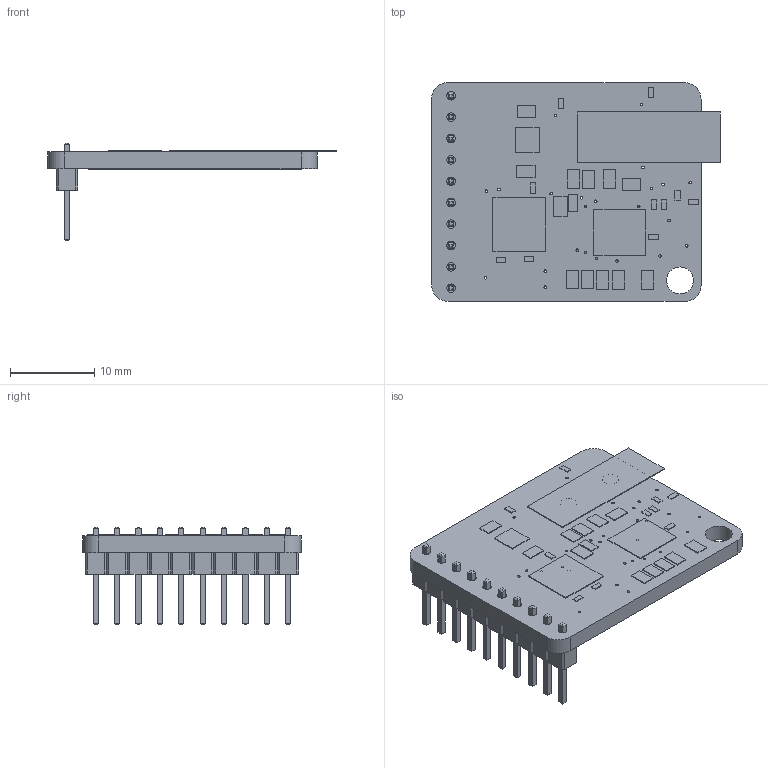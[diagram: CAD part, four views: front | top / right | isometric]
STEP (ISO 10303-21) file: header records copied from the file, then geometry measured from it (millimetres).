
FILE_DESCRIPTION(/* description */ (''),/* implementation_level */ '2;1');
FILE_NAME(/* name */ 'PROTOCENTRAL_MAX30003.step',/* time_stamp */ '2019-01-31T22:24:30+01:00',/* author */ ('r.varma'),/* organization */ (''),/* preprocessor_version */ 'ST-DEVELOPER v17.2',/* originating_system */ 'Autodesk Translation Framework v7.6.0.251',/* authorisation */ '');
FILE_SCHEMA (('AUTOMOTIVE_DESIGN { 1 0 10303 214 3 1 1 }'));
Length unit declared in the file: millimetre
Products named in the file (17): PROTOCENTRAL_MAX30003; PinHeader_1x10_P2.54mm_Vertical v1; pc_max30003_brk_v2.0 v1; PCB Component; Board; MAX30003CTI+; 10uF; TXB0108PWR; 1000pF; 0R; AP2112K-1.8V; AUDIO-JACK-3.5MM-SMD; PROTY_LOGO_WITH_TEXT; OSHW-LOGOS; CERT-SMALL-SILK; SIT1533; 1uF
Assembly tree (34 placements, depth 4):
  PROTOCENTRAL_MAX30003
    PinHeader_1x10_P2.54mm_Vertical v1
    pc_max30003_brk_v2.0 v1
      PCB Component
        Board
        MAX30003CTI+
        10uF  x11
        TXB0108PWR
        1000pF  x5
        0R  x5
        AP2112K-1.8V
        AUDIO-JACK-3.5MM-SMD
        PROTY_LOGO_WITH_TEXT
        OSHW-LOGOS
        CERT-SMALL-SILK
        SIT1533
        1uF
Bounding box: 34.3 x 26 x 11.54 mm (x, y, z)
Volume: 1842.1 mm3; surface area: 3421.2 mm2
Topology: 32 solids, 32 shells, 475 faces, 1093 edges, 702 vertices
Faces by surface type: plane 430, cylinder 45
Full cylindrical faces by diameter (mm): 0.3 x28, 1.016 x10, 2 x2, 3.2 x1
Entity records: 11531 total; most frequent: CARTESIAN_POINT 1853, DIRECTION 1803, ORIENTED_EDGE 1754, EDGE_CURVE 877, LINE 787, VECTOR 787, VERTEX_POINT 558, AXIS2_PLACEMENT_3D 508
